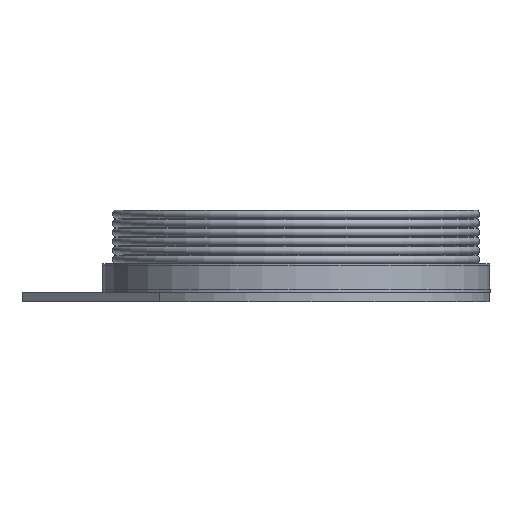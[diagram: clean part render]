
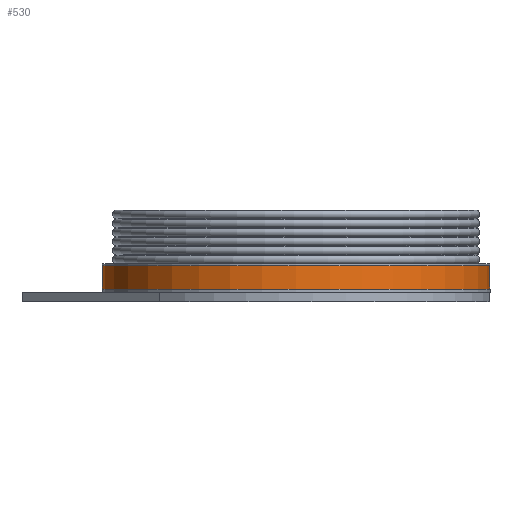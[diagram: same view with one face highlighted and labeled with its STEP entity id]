
A CAD part, left-side view. The second image highlights one B-rep face of the part: STEP entity #530.
In plain terms, the highlighted cylindrical face has radius 3 mm (diameter 6 mm), a full revolution.
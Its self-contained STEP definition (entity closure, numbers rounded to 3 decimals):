
#530 = ADVANCED_FACE( '', ( #1134, #1135 ), #1136, .T. );
#1134 = FACE_OUTER_BOUND( '', #4488, .T. );
#1135 = FACE_OUTER_BOUND( '', #4489, .T. );
#1136 = CYLINDRICAL_SURFACE( '', #4490, 3. );
#4488 = EDGE_LOOP( '', ( #6093 ) );
#4489 = EDGE_LOOP( '', ( #6094 ) );
#4490 = AXIS2_PLACEMENT_3D( '', #6095, #6096, #6097 );
#6093 = ORIENTED_EDGE( '', *, *, #6599, .F. );
#6094 = ORIENTED_EDGE( '', *, *, #6466, .T. );
#6095 = CARTESIAN_POINT( '', ( 0., 0., -0.36 ) );
#6096 = DIRECTION( '', ( 0., 0., -1. ) );
#6097 = DIRECTION( '', ( 1., 0., 0. ) );
#6466 = EDGE_CURVE( '', #6925, #6925, #6926, .T. );
#6599 = EDGE_CURVE( '', #7089, #7089, #7090, .T. );
#6925 = VERTEX_POINT( '', #7855 );
#6926 = CIRCLE( '', #7856, 3. );
#7089 = VERTEX_POINT( '', #8392 );
#7090 = CIRCLE( '', #8393, 3. );
#7855 = CARTESIAN_POINT( '', ( 3., 0., 0. ) );
#7856 = AXIS2_PLACEMENT_3D( '', #8769, #8770, #8771 );
#8392 = CARTESIAN_POINT( '', ( 3., 0., -0.36 ) );
#8393 = AXIS2_PLACEMENT_3D( '', #8873, #8874, #8875 );
#8769 = CARTESIAN_POINT( '', ( 0., 0., 0. ) );
#8770 = DIRECTION( '', ( 0., 0., -1. ) );
#8771 = DIRECTION( '', ( 1., 0., 0. ) );
#8873 = CARTESIAN_POINT( '', ( 0., 0., -0.36 ) );
#8874 = DIRECTION( '', ( 0., 0., -1. ) );
#8875 = DIRECTION( '', ( 1., 0., 0. ) );
